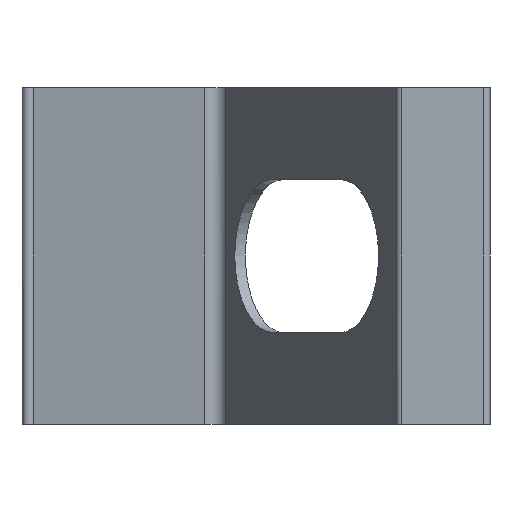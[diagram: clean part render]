
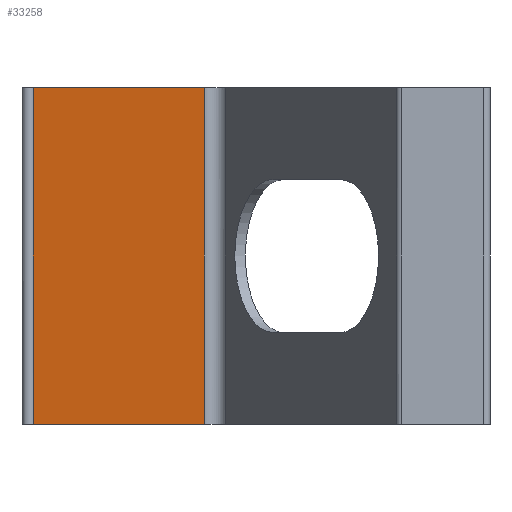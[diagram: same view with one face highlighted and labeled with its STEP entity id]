
A CAD part, front view. The second image highlights one B-rep face of the part: STEP entity #33258.
In plain terms, the highlighted free-form (B-spline) face has degree [1, 1] with [2, 2] control points.
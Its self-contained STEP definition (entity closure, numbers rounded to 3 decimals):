
#32885 = VERTEX_POINT('',#32886);
#32886 = CARTESIAN_POINT('',(31.424,54.428,0.));
#32892 = EDGE_CURVE('',#32893,#32885,#32895,.T.);
#32893 = VERTEX_POINT('',#32894);
#32894 = CARTESIAN_POINT('',(0.321,0.556,0.));
#32895 = B_SPLINE_CURVE_WITH_KNOTS('',1,(#32896,#32897),.UNSPECIFIED.,
  .F.,.F.,(2,2),(0.577,56.536),
  .PIECEWISE_BEZIER_KNOTS.);
#32896 = CARTESIAN_POINT('',(0.321,0.556,0.));
#32897 = CARTESIAN_POINT('',(31.424,54.428,0.));
#33054 = VERTEX_POINT('',#33055);
#33055 = CARTESIAN_POINT('',(0.321,0.556,
    61.141));
#33065 = EDGE_CURVE('',#32893,#33054,#33066,.T.);
#33066 = B_SPLINE_CURVE_WITH_KNOTS('',1,(#33067,#33068),.UNSPECIFIED.,
  .F.,.F.,(2,2),(0.,55.),.PIECEWISE_BEZIER_KNOTS.);
#33067 = CARTESIAN_POINT('',(0.321,0.556,0.));
#33068 = CARTESIAN_POINT('',(0.321,0.556,
    61.141));
#33237 = EDGE_CURVE('',#32885,#33238,#33240,.T.);
#33238 = VERTEX_POINT('',#33239);
#33239 = CARTESIAN_POINT('',(31.424,54.428,
    61.141));
#33240 = B_SPLINE_CURVE_WITH_KNOTS('',1,(#33241,#33242),.UNSPECIFIED.,
  .F.,.F.,(2,2),(0.,55.),.PIECEWISE_BEZIER_KNOTS.);
#33241 = CARTESIAN_POINT('',(31.424,54.428,0.));
#33242 = CARTESIAN_POINT('',(31.424,54.428,
    61.141));
#33258 = ADVANCED_FACE('',(#33259),#33269,.T.);
#33259 = FACE_BOUND('',#33260,.T.);
#33260 = EDGE_LOOP('',(#33261,#33262,#33263,#33264));
#33261 = ORIENTED_EDGE('',*,*,#33065,.F.);
#33262 = ORIENTED_EDGE('',*,*,#32892,.T.);
#33263 = ORIENTED_EDGE('',*,*,#33237,.T.);
#33264 = ORIENTED_EDGE('',*,*,#33265,.F.);
#33265 = EDGE_CURVE('',#33054,#33238,#33266,.T.);
#33266 = B_SPLINE_CURVE_WITH_KNOTS('',1,(#33267,#33268),.UNSPECIFIED.,
  .F.,.F.,(2,2),(0.577,56.536),
  .PIECEWISE_BEZIER_KNOTS.);
#33267 = CARTESIAN_POINT('',(0.321,0.556,
    61.141));
#33268 = CARTESIAN_POINT('',(31.424,54.428,
    61.141));
#33269 = B_SPLINE_SURFACE_WITH_KNOTS('',1,1,(
    (#33270,#33271)
    ,(#33272,#33273
    )),.UNSPECIFIED.,.F.,.F.,.F.,(2,2),(2,2),(0.577,
    56.536),(0.,55.),.PIECEWISE_BEZIER_KNOTS.);
#33270 = CARTESIAN_POINT('',(0.321,0.556,0.));
#33271 = CARTESIAN_POINT('',(0.321,0.556,
    61.141));
#33272 = CARTESIAN_POINT('',(31.424,54.428,0.));
#33273 = CARTESIAN_POINT('',(31.424,54.428,
    61.141));
